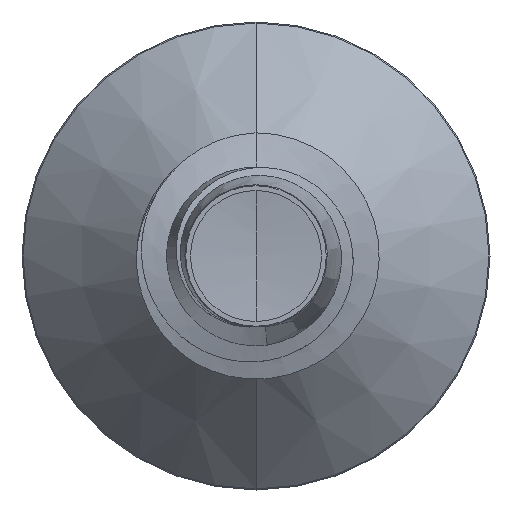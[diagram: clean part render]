
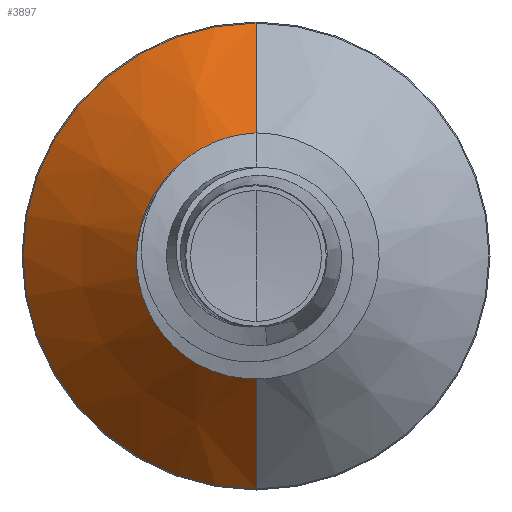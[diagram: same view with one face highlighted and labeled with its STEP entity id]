
A CAD part, front view. The second image highlights one B-rep face of the part: STEP entity #3897.
In plain terms, the highlighted conical face has half-angle 45 degrees and reference radius 0.97 mm.
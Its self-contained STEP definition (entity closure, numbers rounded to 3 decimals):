
#453 = CARTESIAN_POINT ( 'NONE',  ( 0., 0.97, 0. ) ) ;
#464 = DIRECTION ( 'NONE',  ( 0., 0., 1. ) ) ;
#467 = DIRECTION ( 'NONE',  ( 0., 1., 0. ) ) ;
#478 = CARTESIAN_POINT ( 'NONE',  ( 0., 0.97, 0. ) ) ;
#497 = DIRECTION ( 'NONE',  ( 0., 0., 1. ) ) ;
#503 = LINE ( 'NONE', #6002, #2534 ) ;
#757 = DIRECTION ( 'NONE',  ( 0., 1., 0. ) ) ;
#993 = ORIENTED_EDGE ( 'NONE', *, *, #4215, .F. ) ;
#1293 = CARTESIAN_POINT ( 'NONE',  ( 0., 0.97, 0.97 ) ) ;
#1319 = CARTESIAN_POINT ( 'NONE',  ( 0., 0.97, -0.97 ) ) ;
#1511 = DIRECTION ( 'NONE',  ( 0., 0., 1. ) ) ;
#1537 = DIRECTION ( 'NONE',  ( 0., 1., 0. ) ) ;
#1586 = CARTESIAN_POINT ( 'NONE',  ( 0., 1.891, 1.891 ) ) ;
#1608 = FACE_OUTER_BOUND ( 'NONE', #6145, .T. ) ;
#1722 = CARTESIAN_POINT ( 'NONE',  ( 0., 1.891, 0. ) ) ;
#2099 = VERTEX_POINT ( 'NONE', #1319 ) ;
#2382 = DIRECTION ( 'NONE',  ( 0., 0.707, 0.707 ) ) ;
#2448 = CARTESIAN_POINT ( 'NONE',  ( 0., 0.97, 0.97 ) ) ;
#2453 = CARTESIAN_POINT ( 'NONE',  ( 0., 1.891, -1.891 ) ) ;
#2534 = VECTOR ( 'NONE', #6014, 1000. ) ;
#2933 = ORIENTED_EDGE ( 'NONE', *, *, #3141, .F. ) ;
#2964 = VECTOR ( 'NONE', #2382, 1000. ) ;
#3141 = EDGE_CURVE ( 'NONE', #2099, #6571, #503, .T. ) ;
#3868 = EDGE_CURVE ( 'NONE', #2099, #6885, #3896, .T. ) ;
#3896 = CIRCLE ( 'NONE', #6991, 0.97 ) ;
#3897 = ADVANCED_FACE ( 'NONE', ( #1608 ), #6522, .T. ) ;
#4215 = EDGE_CURVE ( 'NONE', #6571, #7051, #5954, .T. ) ;
#4897 = ORIENTED_EDGE ( 'NONE', *, *, #3868, .T. ) ;
#4932 = LINE ( 'NONE', #2448, #2964 ) ;
#5954 = CIRCLE ( 'NONE', #8349, 1.891 ) ;
#6002 = CARTESIAN_POINT ( 'NONE',  ( 0., 0.97, -0.97 ) ) ;
#6014 = DIRECTION ( 'NONE',  ( 0., 0.707, -0.707 ) ) ;
#6145 = EDGE_LOOP ( 'NONE', ( #2933, #4897, #6345, #993 ) ) ;
#6345 = ORIENTED_EDGE ( 'NONE', *, *, #7967, .T. ) ;
#6522 = CONICAL_SURFACE ( 'NONE', #7197, 0.97, 0.785 ) ;
#6571 = VERTEX_POINT ( 'NONE', #2453 ) ;
#6885 = VERTEX_POINT ( 'NONE', #1293 ) ;
#6991 = AXIS2_PLACEMENT_3D ( 'NONE', #478, #467, #464 ) ;
#7051 = VERTEX_POINT ( 'NONE', #1586 ) ;
#7197 = AXIS2_PLACEMENT_3D ( 'NONE', #453, #757, #497 ) ;
#7967 = EDGE_CURVE ( 'NONE', #6885, #7051, #4932, .T. ) ;
#8349 = AXIS2_PLACEMENT_3D ( 'NONE', #1722, #1537, #1511 ) ;
